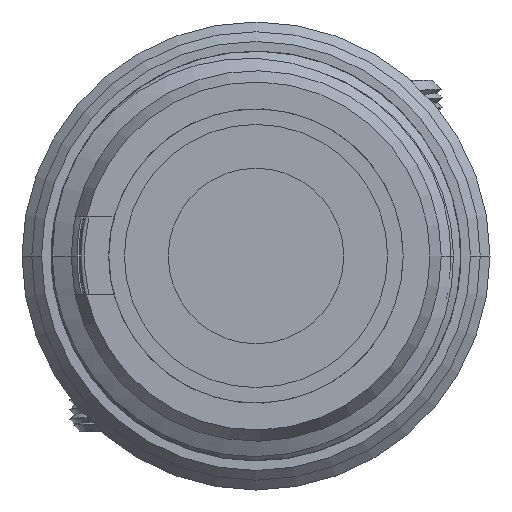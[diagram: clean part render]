
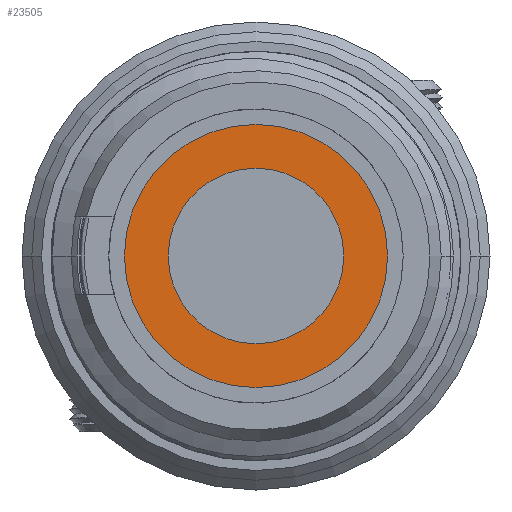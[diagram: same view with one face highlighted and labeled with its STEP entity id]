
A CAD part, left-side view. The second image highlights one B-rep face of the part: STEP entity #23505.
In plain terms, the highlighted planar face has unit normal (-1, 0, 0).
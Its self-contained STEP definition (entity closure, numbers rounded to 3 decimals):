
#8588=CARTESIAN_POINT('',(28.5,0.,0.));
#8589=DIRECTION('',(1.,0.,0.));
#8590=DIRECTION('',(0.,1.,0.));
#8591=AXIS2_PLACEMENT_3D('',#8588,#8589,#8590);
#8597=CARTESIAN_POINT('',(28.5,0.,0.));
#8598=DIRECTION('',(-1.,0.,0.));
#8599=DIRECTION('',(0.,0.,-1.));
#8600=AXIS2_PLACEMENT_3D('',#8597,#8598,#8599);
#8602=CARTESIAN_POINT('',(28.5,0.,0.));
#8603=DIRECTION('',(-1.,0.,0.));
#8604=DIRECTION('',(0.,0.,1.));
#8605=AXIS2_PLACEMENT_3D('',#8602,#8603,#8604);
#8607=CARTESIAN_POINT('',(28.5,0.,0.));
#8608=DIRECTION('',(1.,0.,0.));
#8609=DIRECTION('',(0.,-1.,0.));
#8610=AXIS2_PLACEMENT_3D('',#8607,#8608,#8609);
#12422=CARTESIAN_POINT('',(28.5,-6.95,0.));
#12423=CARTESIAN_POINT('',(28.5,6.95,0.));
#12424=VERTEX_POINT('',#12422);
#12425=VERTEX_POINT('',#12423);
#12426=CARTESIAN_POINT('',(28.5,0.,-4.5));
#12427=CARTESIAN_POINT('',(28.5,0.,4.5));
#12428=VERTEX_POINT('',#12426);
#12429=VERTEX_POINT('',#12427);
#23489=CARTESIAN_POINT('',(28.5,0.,0.));
#23490=DIRECTION('',(1.,0.,0.));
#23491=DIRECTION('',(0.,0.,-1.));
#23492=AXIS2_PLACEMENT_3D('',#23489,#23490,#23491);
#23493=PLANE('539',#23492);
#23495=ORIENTED_EDGE('705',*,*,#23494,.T.);
#23496=ORIENTED_EDGE('706',*,*,#23479,.T.);
#23497=EDGE_LOOP('539',(#23495,#23496));
#23498=FACE_OUTER_BOUND('539',#23497,.F.);
#23500=ORIENTED_EDGE('709',*,*,#23499,.T.);
#23502=ORIENTED_EDGE('710',*,*,#23501,.T.);
#23503=EDGE_LOOP('539',(#23500,#23502));
#23504=FACE_BOUND('539',#23503,.F.);
#8592=CIRCLE('706',#8591,6.95);
#8601=CIRCLE('709',#8600,4.5);
#8606=CIRCLE('710',#8605,4.5);
#8611=CIRCLE('705',#8610,6.95);
#23479=EDGE_CURVE('706',#12425,#12424,#8592,.T.);
#23494=EDGE_CURVE('705',#12424,#12425,#8611,.T.);
#23499=EDGE_CURVE('709',#12428,#12429,#8601,.T.);
#23501=EDGE_CURVE('710',#12429,#12428,#8606,.T.);
#23505=ADVANCED_FACE('539',(#23498,#23504),#23493,.F.);
